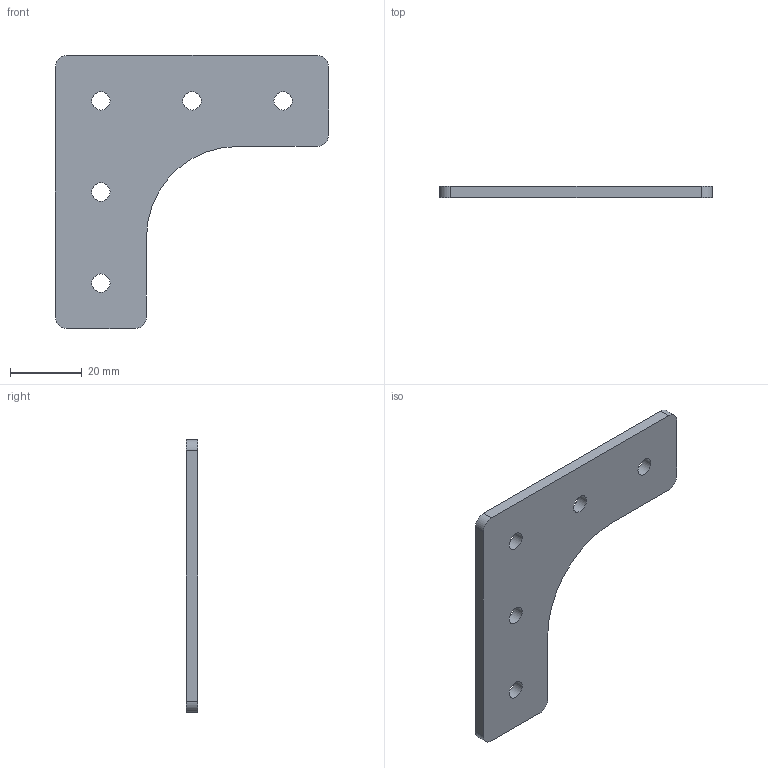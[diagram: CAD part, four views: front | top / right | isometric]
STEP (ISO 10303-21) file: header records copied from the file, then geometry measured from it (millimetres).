
FILE_DESCRIPTION (( 'STEP AP214' ), '1' );
FILE_NAME ('am-3860 90 Gusset.STEP', '2018-05-29T15:15:14', ( '' ), ( '' ), 'SwSTEP 2.0', 'SolidWorks 2017', '' );
FILE_SCHEMA (( 'AUTOMOTIVE_DESIGN' ));
Length unit declared in the file: inch
Products named in the file (1): am-3860 90 Gusset
Bounding box: 76.2 x 3.17 x 76.2 mm (x, y, z)
Volume: 10322.2 mm3; surface area: 7668.3 mm2
Topology: 1 solids, 1 shells, 19 faces, 51 edges, 34 vertices
Faces by surface type: cylinder 11, plane 8
Full cylindrical faces by diameter (mm): 5.105 x5
Entity records: 642 total; most frequent: DIRECTION 108, CARTESIAN_POINT 100, ORIENTED_EDGE 92, EDGE_CURVE 46, AXIS2_PLACEMENT_3D 42, EDGE_LOOP 34, VERTEX_POINT 34, FACE_OUTER_BOUND 24
